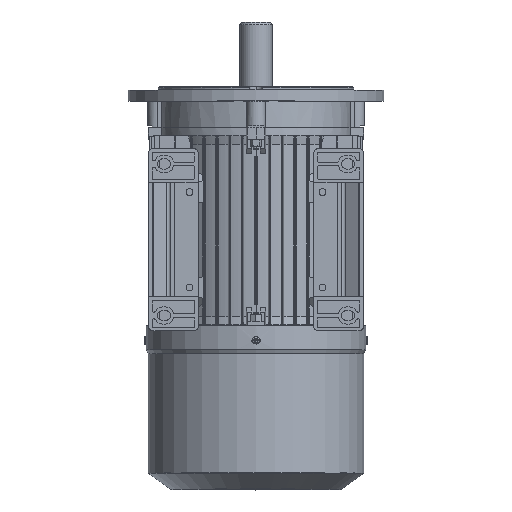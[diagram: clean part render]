
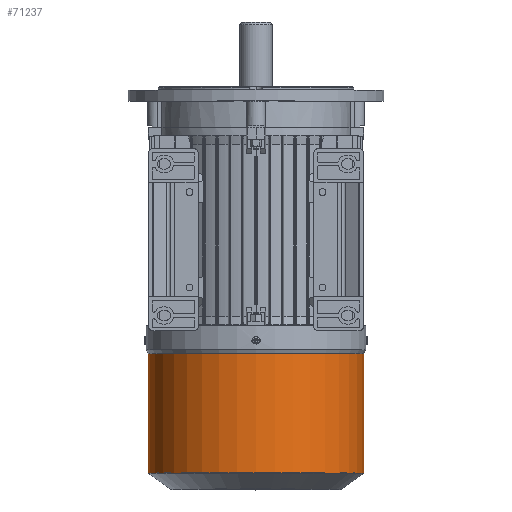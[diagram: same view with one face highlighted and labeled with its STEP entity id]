
A CAD part, top view. The second image highlights one B-rep face of the part: STEP entity #71237.
In plain terms, the highlighted cylindrical face has radius 126.5 mm (diameter 253 mm), a partial arc.
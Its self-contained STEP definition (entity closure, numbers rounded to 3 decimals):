
#29989 = DIRECTION ( 'NONE',  ( 0., 0., -1. ) ) ;
#29990 = DIRECTION ( 'NONE',  ( 1., 0., 0. ) ) ;
#29992 = CARTESIAN_POINT ( 'NONE',  ( -156.764, 0., 0. ) ) ;
#29993 = AXIS2_PLACEMENT_3D ( 'NONE', #29992, #29990, #29989 ) ;
#29995 = CIRCLE ( 'NONE', #29993, 126.5 ) ;
#30083 = DIRECTION ( 'NONE',  ( 0., 0., -1. ) ) ;
#30085 = DIRECTION ( 'NONE',  ( 1., 0., 0. ) ) ;
#30087 = AXIS2_PLACEMENT_3D ( 'NONE', #30103, #30085, #30083 ) ;
#30092 = CYLINDRICAL_SURFACE ( 'NONE', #30087, 126.5 ) ;
#30094 = FACE_OUTER_BOUND ( 'NONE', #71242, .T. ) ;
#30103 = CARTESIAN_POINT ( 'NONE',  ( 2., 0., 0. ) ) ;
#30155 = CARTESIAN_POINT ( 'NONE',  ( -16.486, 0., 126.5 ) ) ;
#30173 = DIRECTION ( 'NONE',  ( 1., 0., 0. ) ) ;
#30174 = VECTOR ( 'NONE', #30173, 1000. ) ;
#30177 = CARTESIAN_POINT ( 'NONE',  ( 2., 0., 126.5 ) ) ;
#30178 = LINE ( 'NONE', #30177, #30174 ) ;
#30312 = CARTESIAN_POINT ( 'NONE',  ( -156.764, 0., 126.5 ) ) ;
#30324 = CARTESIAN_POINT ( 'NONE',  ( -156.764, 0., -126.5 ) ) ;
#30671 = DIRECTION ( 'NONE',  ( 1., 0., 0. ) ) ;
#30672 = VECTOR ( 'NONE', #30671, 1000. ) ;
#30674 = CARTESIAN_POINT ( 'NONE',  ( 2., 0., -126.5 ) ) ;
#30676 = LINE ( 'NONE', #30674, #30672 ) ;
#30843 = CARTESIAN_POINT ( 'NONE',  ( -16.486, 0., -126.5 ) ) ;
#30845 = DIRECTION ( 'NONE',  ( 0., 0., -1. ) ) ;
#30847 = DIRECTION ( 'NONE',  ( 1., 0., 0. ) ) ;
#30849 = CARTESIAN_POINT ( 'NONE',  ( -16.486, 0., 0. ) ) ;
#30850 = AXIS2_PLACEMENT_3D ( 'NONE', #30849, #30847, #30845 ) ;
#30863 = CIRCLE ( 'NONE', #30850, 126.5 ) ;
#71181 = EDGE_CURVE ( 'NONE', #71310, #71314, #29995, .T. ) ;
#71237 = ADVANCED_FACE ( 'NONE', ( #30094 ), #30092, .T. ) ;
#71242 = EDGE_LOOP ( 'NONE', ( #71245, #71515, #71412, #71452 ) ) ;
#71245 = ORIENTED_EDGE ( 'NONE', *, *, #71181, .T. ) ;
#71265 = EDGE_CURVE ( 'NONE', #71314, #71277, #30178, .T. ) ;
#71277 = VERTEX_POINT ( 'NONE', #30155 ) ;
#71310 = VERTEX_POINT ( 'NONE', #30324 ) ;
#71314 = VERTEX_POINT ( 'NONE', #30312 ) ;
#71412 = ORIENTED_EDGE ( 'NONE', *, *, #71493, .F. ) ;
#71452 = ORIENTED_EDGE ( 'NONE', *, *, #71454, .F. ) ;
#71454 = EDGE_CURVE ( 'NONE', #71310, #71496, #30676, .T. ) ;
#71493 = EDGE_CURVE ( 'NONE', #71496, #71277, #30863, .T. ) ;
#71496 = VERTEX_POINT ( 'NONE', #30843 ) ;
#71515 = ORIENTED_EDGE ( 'NONE', *, *, #71265, .T. ) ;
